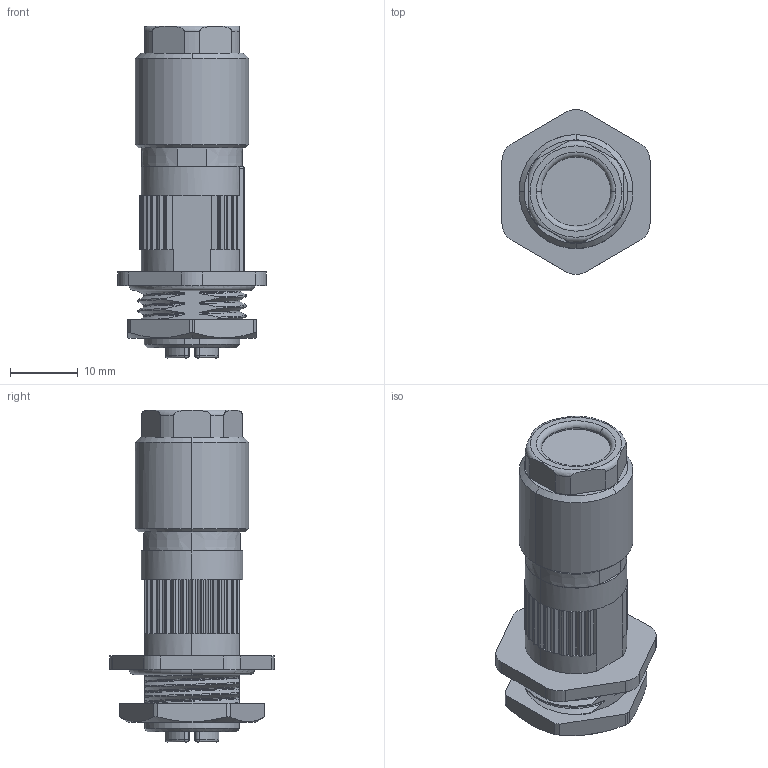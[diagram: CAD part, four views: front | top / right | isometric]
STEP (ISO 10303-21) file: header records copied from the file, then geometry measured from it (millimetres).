
FILE_DESCRIPTION(('CATIA V5 STEP Exchange','CAx-IF Rec.Pracs.--- Model Styling and Organization---1.4--- 2014-01-23'),'2;1');
FILE_NAME ('015494-3_1', '2020-01-14T14:03:53+00:00', ('none'), ('Weidmueller'), 'CATIA Version 5-6 Release 2016 SP3 HF44', 'CATIA V5 STEP AP214', 'none');
FILE_SCHEMA(('AUTOMOTIVE_DESIGN { 1 0 10303 214 1 1 1 1 }'));
Length unit declared in the file: millimetre
Products named in the file (1): 1516340000
Bounding box: 21.85 x 24.3 x 49 mm (x, y, z)
Volume: 9563.1 mm3; surface area: 4394.3 mm2
Topology: 10 solids, 10 shells, 554 faces, 1388 edges, 873 vertices
Faces by surface type: plane 233, cylinder 199, bspline 50, torus 40, cone 22, extrusion 8, sphere 2
Entity records: 20482 total; most frequent: CARTESIAN_POINT 8175, ORIENTED_EDGE 2776, DIRECTION 2030, EDGE_CURVE 1388, AXIS2_PLACEMENT_3D 930, VERTEX_POINT 873, VECTOR 624, LINE 616
